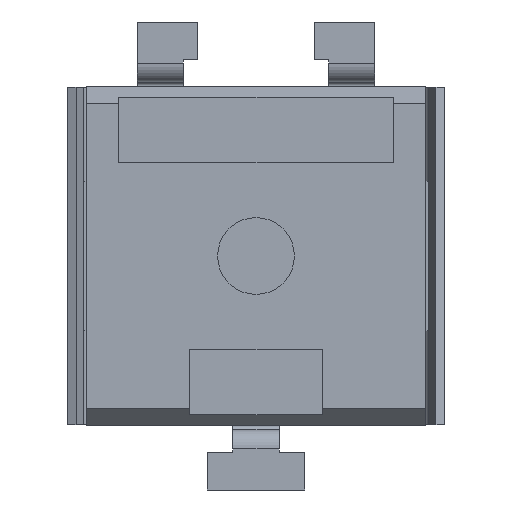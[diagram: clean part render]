
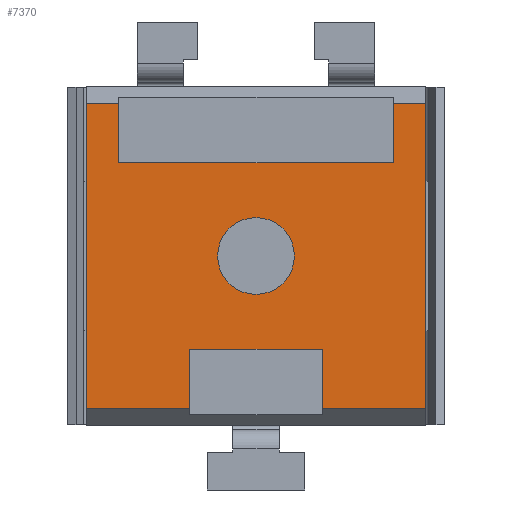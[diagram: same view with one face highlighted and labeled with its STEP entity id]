
A CAD part, front view. The second image highlights one B-rep face of the part: STEP entity #7370.
In plain terms, the highlighted planar face has unit normal (0, -1, 0).
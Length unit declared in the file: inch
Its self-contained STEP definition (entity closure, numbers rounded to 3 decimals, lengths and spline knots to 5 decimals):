
#996=DIRECTION('',(0.,0.,-1.));
#997=VECTOR('',#996,0.15912);
#998=CARTESIAN_POINT('',(0.,0.,-0.00994));
#999=LINE('',#998,#997);
#1000=DIRECTION('',(1.,0.,0.));
#1001=VECTOR('',#1000,0.054);
#1002=CARTESIAN_POINT('',(0.123,0.,-0.16906));
#1003=LINE('',#1002,#1001);
#1004=DIRECTION('',(1.,0.,0.));
#1005=VECTOR('',#1004,0.054);
#1006=CARTESIAN_POINT('',(0.,0.,-0.16906));
#1007=LINE('',#1006,#1005);
#1012=DIRECTION('',(0.,0.,1.));
#1013=VECTOR('',#1012,0.03096);
#1014=CARTESIAN_POINT('',(0.054,0.,-0.16906));
#1015=LINE('',#1014,#1013);
#1016=CARTESIAN_POINT('',(0.0885,0.,-0.0895));
#1017=DIRECTION('',(0.,-1.,0.));
#1018=DIRECTION('',(-1.,0.,0.));
#1019=AXIS2_PLACEMENT_3D('',#1016,#1017,#1018);
#1021=CARTESIAN_POINT('',(0.0885,0.,-0.0895));
#1022=DIRECTION('',(0.,-1.,0.));
#1023=DIRECTION('',(1.,0.,0.));
#1024=AXIS2_PLACEMENT_3D('',#1021,#1022,#1023);
#1026=DIRECTION('',(-1.,0.,0.));
#1027=VECTOR('',#1026,0.017);
#1028=CARTESIAN_POINT('',(0.177,0.,-0.00994));
#1029=LINE('',#1028,#1027);
#1034=DIRECTION('',(-1.,0.,0.));
#1035=VECTOR('',#1034,0.017);
#1036=CARTESIAN_POINT('',(0.017,0.,-0.00994));
#1037=LINE('',#1036,#1035);
#1298=DIRECTION('',(0.,0.,1.));
#1299=VECTOR('',#1298,0.15912);
#1300=CARTESIAN_POINT('',(0.177,0.,-0.16906));
#1301=LINE('',#1300,#1299);
#2689=DIRECTION('',(0.,0.,-1.));
#2690=VECTOR('',#2689,0.03096);
#2691=CARTESIAN_POINT('',(0.16,0.,-0.00994));
#2692=LINE('',#2691,#2690);
#2697=DIRECTION('',(-1.,0.,0.));
#2698=VECTOR('',#2697,0.143);
#2699=CARTESIAN_POINT('',(0.16,0.,-0.0409));
#2700=LINE('',#2699,#2698);
#2721=DIRECTION('',(0.,0.,1.));
#2722=VECTOR('',#2721,0.03096);
#2723=CARTESIAN_POINT('',(0.017,0.,-0.0409));
#2724=LINE('',#2723,#2722);
#2733=DIRECTION('',(0.,0.,-1.));
#2734=VECTOR('',#2733,0.03096);
#2735=CARTESIAN_POINT('',(0.123,0.,-0.1381));
#2736=LINE('',#2735,#2734);
#2753=DIRECTION('',(1.,0.,0.));
#2754=VECTOR('',#2753,0.069);
#2755=CARTESIAN_POINT('',(0.054,0.,-0.1381));
#2756=LINE('',#2755,#2754);
#4755=CARTESIAN_POINT('',(0.,0.,-0.16906));
#4756=CARTESIAN_POINT('',(0.054,0.,-0.16906));
#4757=VERTEX_POINT('',#4755);
#4758=VERTEX_POINT('',#4756);
#4759=CARTESIAN_POINT('',(0.,0.,-0.00994));
#4760=VERTEX_POINT('',#4759);
#4761=CARTESIAN_POINT('',(0.017,0.,-0.00994));
#4762=VERTEX_POINT('',#4761);
#4763=CARTESIAN_POINT('',(0.017,0.,-0.0409));
#4764=VERTEX_POINT('',#4763);
#4765=CARTESIAN_POINT('',(0.16,0.,-0.0409));
#4766=VERTEX_POINT('',#4765);
#4767=CARTESIAN_POINT('',(0.16,0.,-0.00994));
#4768=VERTEX_POINT('',#4767);
#4769=CARTESIAN_POINT('',(0.177,0.,-0.00994));
#4770=VERTEX_POINT('',#4769);
#4771=CARTESIAN_POINT('',(0.177,0.,-0.16906));
#4772=VERTEX_POINT('',#4771);
#4773=CARTESIAN_POINT('',(0.123,0.,-0.16906));
#4774=VERTEX_POINT('',#4773);
#4775=CARTESIAN_POINT('',(0.123,0.,-0.1381));
#4776=VERTEX_POINT('',#4775);
#4777=CARTESIAN_POINT('',(0.054,0.,-0.1381));
#4778=VERTEX_POINT('',#4777);
#4779=CARTESIAN_POINT('',(0.0685,0.,-0.0895));
#4780=CARTESIAN_POINT('',(0.1085,0.,-0.0895));
#4781=VERTEX_POINT('',#4779);
#4782=VERTEX_POINT('',#4780);
#7337=CARTESIAN_POINT('',(0.0885,0.,-0.0895));
#7338=DIRECTION('',(0.,1.,0.));
#7339=DIRECTION('',(1.,0.,0.));
#7340=AXIS2_PLACEMENT_3D('',#7337,#7338,#7339);
#7341=PLANE('',#7340);
#7342=ORIENTED_EDGE('',*,*,#7317,.F.);
#7343=ORIENTED_EDGE('',*,*,#7294,.F.);
#7345=ORIENTED_EDGE('',*,*,#7344,.F.);
#7347=ORIENTED_EDGE('',*,*,#7346,.F.);
#7349=ORIENTED_EDGE('',*,*,#7348,.F.);
#7351=ORIENTED_EDGE('',*,*,#7350,.F.);
#7353=ORIENTED_EDGE('',*,*,#7352,.F.);
#7355=ORIENTED_EDGE('',*,*,#7354,.F.);
#7356=ORIENTED_EDGE('',*,*,#7310,.F.);
#7358=ORIENTED_EDGE('',*,*,#7357,.F.);
#7360=ORIENTED_EDGE('',*,*,#7359,.F.);
#7361=ORIENTED_EDGE('',*,*,#7328,.F.);
#7362=EDGE_LOOP('',(#7342,#7343,#7345,#7347,#7349,#7351,#7353,#7355,#7356,#7358,
#7360,#7361));
#7363=FACE_OUTER_BOUND('',#7362,.F.);
#7365=ORIENTED_EDGE('',*,*,#7364,.T.);
#7367=ORIENTED_EDGE('',*,*,#7366,.T.);
#7368=EDGE_LOOP('',(#7365,#7367));
#7369=FACE_BOUND('',#7368,.F.);
#7370=ADVANCED_FACE('',(#7363,#7369),#7341,.F.);
#1020=CIRCLE('',#1019,0.02);
#1025=CIRCLE('',#1024,0.02);
#7294=EDGE_CURVE('',#4760,#4757,#999,.T.);
#7310=EDGE_CURVE('',#4774,#4772,#1003,.T.);
#7317=EDGE_CURVE('',#4757,#4758,#1007,.T.);
#7328=EDGE_CURVE('',#4758,#4778,#1015,.T.);
#7344=EDGE_CURVE('',#4762,#4760,#1037,.T.);
#7346=EDGE_CURVE('',#4764,#4762,#2724,.T.);
#7348=EDGE_CURVE('',#4766,#4764,#2700,.T.);
#7350=EDGE_CURVE('',#4768,#4766,#2692,.T.);
#7352=EDGE_CURVE('',#4770,#4768,#1029,.T.);
#7354=EDGE_CURVE('',#4772,#4770,#1301,.T.);
#7357=EDGE_CURVE('',#4776,#4774,#2736,.T.);
#7359=EDGE_CURVE('',#4778,#4776,#2756,.T.);
#7364=EDGE_CURVE('',#4781,#4782,#1020,.T.);
#7366=EDGE_CURVE('',#4782,#4781,#1025,.T.);
